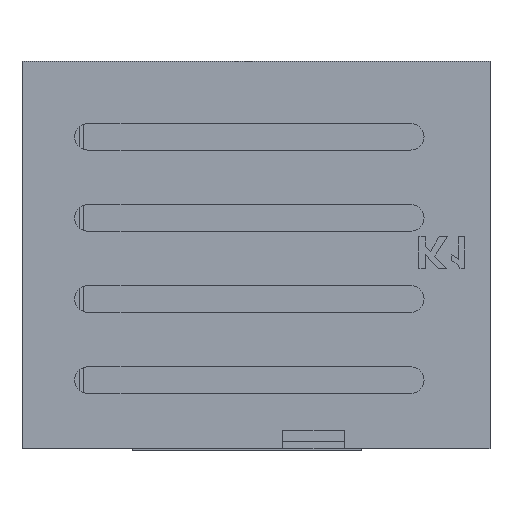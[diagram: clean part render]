
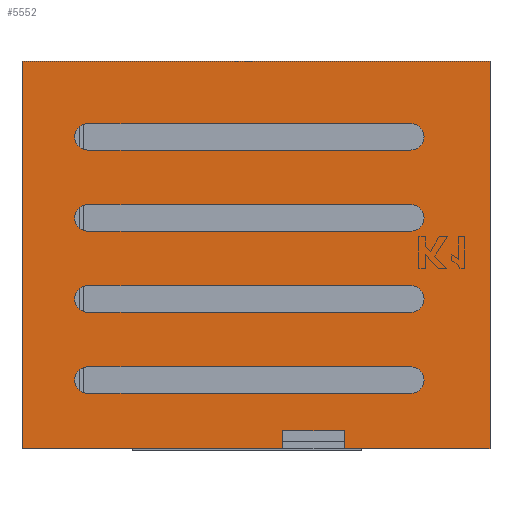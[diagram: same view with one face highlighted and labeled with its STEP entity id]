
A CAD part, front view. The second image highlights one B-rep face of the part: STEP entity #5552.
In plain terms, the highlighted planar face has unit normal (0, -1, 0).
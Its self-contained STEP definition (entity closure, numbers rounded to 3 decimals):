
#54=CIRCLE('',#5849,3.);
#55=CIRCLE('',#5850,3.);
#56=CIRCLE('',#5851,3.);
#57=CIRCLE('',#5852,3.);
#58=CIRCLE('',#5853,3.);
#59=CIRCLE('',#5854,3.);
#60=CIRCLE('',#5855,3.);
#61=CIRCLE('',#5856,3.);
#140=FACE_BOUND('',#613,.T.);
#141=FACE_BOUND('',#614,.T.);
#142=FACE_BOUND('',#615,.T.);
#143=FACE_BOUND('',#616,.T.);
#285=FACE_OUTER_BOUND('',#612,.T.);
#612=EDGE_LOOP('',(#4168,#4169,#4170,#4171,#4172,#4173,#4174,#4175));
#613=EDGE_LOOP('',(#4176,#4177,#4178,#4179));
#614=EDGE_LOOP('',(#4180,#4181,#4182,#4183));
#615=EDGE_LOOP('',(#4184,#4185,#4186,#4187));
#616=EDGE_LOOP('',(#4188,#4189,#4190,#4191));
#1090=LINE('',#7950,#1816);
#1156=LINE('',#8082,#1882);
#1160=LINE('',#8089,#1886);
#1179=LINE('',#8128,#1905);
#1183=LINE('',#8136,#1909);
#1184=LINE('',#8138,#1910);
#1185=LINE('',#8139,#1911);
#1186=LINE('',#8140,#1912);
#1187=LINE('',#8145,#1913);
#1188=LINE('',#8148,#1914);
#1189=LINE('',#8151,#1915);
#1190=LINE('',#8155,#1916);
#1191=LINE('',#8161,#1917);
#1192=LINE('',#8164,#1918);
#1193=LINE('',#8169,#1919);
#1194=LINE('',#8172,#1920);
#1816=VECTOR('',#6452,10.);
#1882=VECTOR('',#6550,10.);
#1886=VECTOR('',#6556,10.);
#1905=VECTOR('',#6585,10.);
#1909=VECTOR('',#6591,10.);
#1910=VECTOR('',#6592,10.);
#1911=VECTOR('',#6593,10.);
#1912=VECTOR('',#6594,10.);
#1913=VECTOR('',#6597,10.);
#1914=VECTOR('',#6600,10.);
#1915=VECTOR('',#6601,10.);
#1916=VECTOR('',#6604,10.);
#1917=VECTOR('',#6609,10.);
#1918=VECTOR('',#6612,10.);
#1919=VECTOR('',#6615,10.);
#1920=VECTOR('',#6618,10.);
#2477=VERTEX_POINT('',#7947);
#2478=VERTEX_POINT('',#7949);
#2528=VERTEX_POINT('',#8081);
#2530=VERTEX_POINT('',#8087);
#2544=VERTEX_POINT('',#8126);
#2545=VERTEX_POINT('',#8127);
#2548=VERTEX_POINT('',#8135);
#2549=VERTEX_POINT('',#8137);
#2550=VERTEX_POINT('',#8141);
#2551=VERTEX_POINT('',#8142);
#2552=VERTEX_POINT('',#8144);
#2553=VERTEX_POINT('',#8146);
#2554=VERTEX_POINT('',#8149);
#2555=VERTEX_POINT('',#8150);
#2556=VERTEX_POINT('',#8152);
#2557=VERTEX_POINT('',#8154);
#2558=VERTEX_POINT('',#8157);
#2559=VERTEX_POINT('',#8158);
#2560=VERTEX_POINT('',#8160);
#2561=VERTEX_POINT('',#8162);
#2562=VERTEX_POINT('',#8165);
#2563=VERTEX_POINT('',#8166);
#2564=VERTEX_POINT('',#8168);
#2565=VERTEX_POINT('',#8170);
#3066=EDGE_CURVE('',#2478,#2477,#1090,.T.);
#3132=EDGE_CURVE('',#2478,#2528,#1156,.T.);
#3136=EDGE_CURVE('',#2530,#2477,#1160,.T.);
#3155=EDGE_CURVE('',#2544,#2545,#1179,.T.);
#3159=EDGE_CURVE('',#2544,#2548,#1183,.T.);
#3160=EDGE_CURVE('',#2549,#2545,#1184,.T.);
#3161=EDGE_CURVE('',#2549,#2528,#1185,.T.);
#3162=EDGE_CURVE('',#2530,#2548,#1186,.T.);
#3163=EDGE_CURVE('',#2550,#2551,#54,.T.);
#3164=EDGE_CURVE('',#2551,#2552,#1187,.T.);
#3165=EDGE_CURVE('',#2552,#2553,#55,.T.);
#3166=EDGE_CURVE('',#2553,#2550,#1188,.T.);
#3167=EDGE_CURVE('',#2554,#2555,#1189,.T.);
#3168=EDGE_CURVE('',#2555,#2556,#56,.T.);
#3169=EDGE_CURVE('',#2556,#2557,#1190,.T.);
#3170=EDGE_CURVE('',#2557,#2554,#57,.T.);
#3171=EDGE_CURVE('',#2558,#2559,#58,.T.);
#3172=EDGE_CURVE('',#2559,#2560,#1191,.T.);
#3173=EDGE_CURVE('',#2560,#2561,#59,.T.);
#3174=EDGE_CURVE('',#2561,#2558,#1192,.T.);
#3175=EDGE_CURVE('',#2562,#2563,#60,.T.);
#3176=EDGE_CURVE('',#2563,#2564,#1193,.T.);
#3177=EDGE_CURVE('',#2564,#2565,#61,.T.);
#3178=EDGE_CURVE('',#2565,#2562,#1194,.T.);
#4168=ORIENTED_EDGE('',*,*,#3159,.F.);
#4169=ORIENTED_EDGE('',*,*,#3155,.T.);
#4170=ORIENTED_EDGE('',*,*,#3160,.F.);
#4171=ORIENTED_EDGE('',*,*,#3161,.T.);
#4172=ORIENTED_EDGE('',*,*,#3132,.F.);
#4173=ORIENTED_EDGE('',*,*,#3066,.T.);
#4174=ORIENTED_EDGE('',*,*,#3136,.F.);
#4175=ORIENTED_EDGE('',*,*,#3162,.T.);
#4176=ORIENTED_EDGE('',*,*,#3163,.T.);
#4177=ORIENTED_EDGE('',*,*,#3164,.T.);
#4178=ORIENTED_EDGE('',*,*,#3165,.T.);
#4179=ORIENTED_EDGE('',*,*,#3166,.T.);
#4180=ORIENTED_EDGE('',*,*,#3167,.T.);
#4181=ORIENTED_EDGE('',*,*,#3168,.T.);
#4182=ORIENTED_EDGE('',*,*,#3169,.T.);
#4183=ORIENTED_EDGE('',*,*,#3170,.T.);
#4184=ORIENTED_EDGE('',*,*,#3171,.T.);
#4185=ORIENTED_EDGE('',*,*,#3172,.T.);
#4186=ORIENTED_EDGE('',*,*,#3173,.T.);
#4187=ORIENTED_EDGE('',*,*,#3174,.T.);
#4188=ORIENTED_EDGE('',*,*,#3175,.T.);
#4189=ORIENTED_EDGE('',*,*,#3176,.T.);
#4190=ORIENTED_EDGE('',*,*,#3177,.T.);
#4191=ORIENTED_EDGE('',*,*,#3178,.T.);
#5290=PLANE('',#5848);
#5552=ADVANCED_FACE('',(#285,#140,#141,#142,#143),#5290,.F.);
#5848=AXIS2_PLACEMENT_3D('',#8134,#6589,#6590);
#5849=AXIS2_PLACEMENT_3D('',#8143,#6595,#6596);
#5850=AXIS2_PLACEMENT_3D('',#8147,#6598,#6599);
#5851=AXIS2_PLACEMENT_3D('',#8153,#6602,#6603);
#5852=AXIS2_PLACEMENT_3D('',#8156,#6605,#6606);
#5853=AXIS2_PLACEMENT_3D('',#8159,#6607,#6608);
#5854=AXIS2_PLACEMENT_3D('',#8163,#6610,#6611);
#5855=AXIS2_PLACEMENT_3D('',#8167,#6613,#6614);
#5856=AXIS2_PLACEMENT_3D('',#8171,#6616,#6617);
#6452=DIRECTION('',(-1.,0.,0.));
#6550=DIRECTION('',(0.,0.,-1.));
#6556=DIRECTION('',(0.,0.,1.));
#6585=DIRECTION('',(1.,0.,0.));
#6589=DIRECTION('center_axis',(0.,1.,0.));
#6590=DIRECTION('ref_axis',(0.,0.,1.));
#6591=DIRECTION('',(0.,0.,-1.));
#6592=DIRECTION('',(0.,0.,1.));
#6593=DIRECTION('',(1.,0.,0.));
#6594=DIRECTION('',(1.,0.,0.));
#6595=DIRECTION('center_axis',(0.,1.,0.));
#6596=DIRECTION('ref_axis',(0.,0.,-1.));
#6597=DIRECTION('',(1.,0.,0.));
#6598=DIRECTION('center_axis',(0.,1.,0.));
#6599=DIRECTION('ref_axis',(0.,0.,1.));
#6600=DIRECTION('',(-1.,0.,0.));
#6601=DIRECTION('',(-1.,0.,0.));
#6602=DIRECTION('center_axis',(0.,1.,0.));
#6603=DIRECTION('ref_axis',(0.,0.,-1.));
#6604=DIRECTION('',(1.,0.,0.));
#6605=DIRECTION('center_axis',(0.,1.,0.));
#6606=DIRECTION('ref_axis',(0.,0.,1.));
#6607=DIRECTION('center_axis',(0.,1.,0.));
#6608=DIRECTION('ref_axis',(0.,0.,-1.));
#6609=DIRECTION('',(1.,0.,0.));
#6610=DIRECTION('center_axis',(0.,1.,0.));
#6611=DIRECTION('ref_axis',(0.,0.,1.));
#6612=DIRECTION('',(-1.,0.,0.));
#6613=DIRECTION('center_axis',(0.,1.,0.));
#6614=DIRECTION('ref_axis',(0.,0.,-1.));
#6615=DIRECTION('',(1.,0.,0.));
#6616=DIRECTION('center_axis',(0.,1.,0.));
#6617=DIRECTION('ref_axis',(0.,0.,1.));
#6618=DIRECTION('',(-1.,0.,0.));
#7947=CARTESIAN_POINT('',(-52.9,0.2,47.1));
#7949=CARTESIAN_POINT('',(52.9,0.2,47.1));
#7950=CARTESIAN_POINT('',(-49.6,0.2,47.1));
#8081=CARTESIAN_POINT('',(52.9,0.2,-40.5));
#8082=CARTESIAN_POINT('',(52.9,0.2,37.68));
#8087=CARTESIAN_POINT('',(-52.9,0.2,-40.5));
#8089=CARTESIAN_POINT('',(-52.9,0.2,42.5));
#8126=CARTESIAN_POINT('',(6.,0.2,-36.4));
#8127=CARTESIAN_POINT('',(20.,0.2,-36.4));
#8128=CARTESIAN_POINT('',(-13.35,0.2,-36.4));
#8134=CARTESIAN_POINT('Origin',(-46.7,0.2,32.86));
#8135=CARTESIAN_POINT('',(6.,0.2,-40.5));
#8136=CARTESIAN_POINT('',(6.,0.2,-2.57));
#8137=CARTESIAN_POINT('',(20.,0.2,-40.5));
#8138=CARTESIAN_POINT('',(20.,0.2,-2.57));
#8139=CARTESIAN_POINT('',(2.9,0.2,-40.5));
#8140=CARTESIAN_POINT('',(2.9,0.2,-40.5));
#8141=CARTESIAN_POINT('',(-38.,0.2,-9.667));
#8142=CARTESIAN_POINT('',(-38.,0.2,-3.667));
#8143=CARTESIAN_POINT('Origin',(-38.,0.2,-6.667));
#8144=CARTESIAN_POINT('',(35.,0.2,-3.667));
#8145=CARTESIAN_POINT('',(-5.85,0.2,-3.667));
#8146=CARTESIAN_POINT('',(35.,0.2,-9.667));
#8147=CARTESIAN_POINT('Origin',(35.,0.2,-6.667));
#8148=CARTESIAN_POINT('',(-42.35,0.2,-9.667));
#8149=CARTESIAN_POINT('',(35.,0.2,-28.));
#8150=CARTESIAN_POINT('',(-38.,0.2,-28.));
#8151=CARTESIAN_POINT('',(-42.35,0.2,-28.));
#8152=CARTESIAN_POINT('',(-38.,0.2,-22.));
#8153=CARTESIAN_POINT('Origin',(-38.,0.2,-25.));
#8154=CARTESIAN_POINT('',(35.,0.2,-22.));
#8155=CARTESIAN_POINT('',(-5.85,0.2,-22.));
#8156=CARTESIAN_POINT('Origin',(35.,0.2,-25.));
#8157=CARTESIAN_POINT('',(-38.,0.2,8.667));
#8158=CARTESIAN_POINT('',(-38.,0.2,14.667));
#8159=CARTESIAN_POINT('Origin',(-38.,0.2,11.667));
#8160=CARTESIAN_POINT('',(35.,0.2,14.667));
#8161=CARTESIAN_POINT('',(-5.85,0.2,14.667));
#8162=CARTESIAN_POINT('',(35.,0.2,8.667));
#8163=CARTESIAN_POINT('Origin',(35.,0.2,11.667));
#8164=CARTESIAN_POINT('',(-42.35,0.2,8.667));
#8165=CARTESIAN_POINT('',(-38.,0.2,27.));
#8166=CARTESIAN_POINT('',(-38.,0.2,33.));
#8167=CARTESIAN_POINT('Origin',(-38.,0.2,30.));
#8168=CARTESIAN_POINT('',(35.,0.2,33.));
#8169=CARTESIAN_POINT('',(-5.85,0.2,33.));
#8170=CARTESIAN_POINT('',(35.,0.2,27.));
#8171=CARTESIAN_POINT('Origin',(35.,0.2,30.));
#8172=CARTESIAN_POINT('',(-42.35,0.2,27.));
